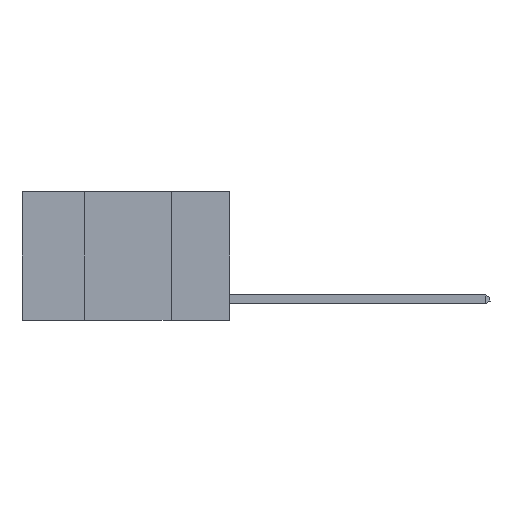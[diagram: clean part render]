
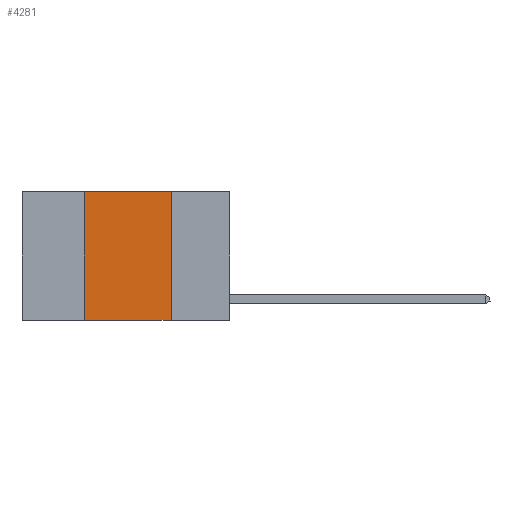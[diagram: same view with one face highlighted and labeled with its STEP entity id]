
A CAD part, left-side view. The second image highlights one B-rep face of the part: STEP entity #4281.
In plain terms, the highlighted planar face has unit normal (-1, 0, 0).
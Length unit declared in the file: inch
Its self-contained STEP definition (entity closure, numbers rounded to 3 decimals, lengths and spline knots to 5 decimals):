
#496 = DIRECTION ( 'NONE',  ( 0., -1., 0. ) ) ;
#814 = LINE ( 'NONE', #21216, #24130 ) ;
#838 = LINE ( 'NONE', #9314, #24885 ) ;
#2072 = ORIENTED_EDGE ( 'NONE', *, *, #19078, .F. ) ;
#2267 = DIRECTION ( 'NONE',  ( 0., 0., -1. ) ) ;
#4281 = ADVANCED_FACE ( 'NONE', ( #25869 ), #15240, .F. ) ;
#4847 = CARTESIAN_POINT ( 'NONE',  ( 0., 0.42, 0. ) ) ;
#7734 = ORIENTED_EDGE ( 'NONE', *, *, #11089, .F. ) ;
#9314 = CARTESIAN_POINT ( 'NONE',  ( 0., 0.6, 0. ) ) ;
#10613 = CARTESIAN_POINT ( 'NONE',  ( 0., 0.42, -0.37 ) ) ;
#10716 = CARTESIAN_POINT ( 'NONE',  ( 0., 0.6, 0. ) ) ;
#10812 = EDGE_LOOP ( 'NONE', ( #7734, #28220, #2072, #24966 ) ) ;
#11089 = EDGE_CURVE ( 'NONE', #27405, #22127, #814, .T. ) ;
#11396 = VERTEX_POINT ( 'NONE', #10613 ) ;
#11735 = DIRECTION ( 'NONE',  ( 0., -1., 0. ) ) ;
#12697 = CARTESIAN_POINT ( 'NONE',  ( 0., 0.17, 0. ) ) ;
#14579 = CARTESIAN_POINT ( 'NONE',  ( 0., 0.6, -0.37 ) ) ;
#15240 = PLANE ( 'NONE',  #24878 ) ;
#15426 = DIRECTION ( 'NONE',  ( 0., 0., -1. ) ) ;
#16761 = VECTOR ( 'NONE', #24671, 39.37008 ) ;
#17157 = EDGE_CURVE ( 'NONE', #27262, #27405, #838, .T. ) ;
#17860 = DIRECTION ( 'NONE',  ( 1., 0., 0. ) ) ;
#19078 = EDGE_CURVE ( 'NONE', #11396, #27262, #23297, .T. ) ;
#21216 = CARTESIAN_POINT ( 'NONE',  ( 0., 0.17, 0. ) ) ;
#21936 = CARTESIAN_POINT ( 'NONE',  ( 0., 0.17, -0.37 ) ) ;
#22127 = VERTEX_POINT ( 'NONE', #21936 ) ;
#23297 = LINE ( 'NONE', #26920, #16761 ) ;
#24130 = VECTOR ( 'NONE', #2267, 39.37008 ) ;
#24671 = DIRECTION ( 'NONE',  ( 0., 0., 1. ) ) ;
#24723 = VECTOR ( 'NONE', #496, 39.37008 ) ;
#24878 = AXIS2_PLACEMENT_3D ( 'NONE', #10716, #17860, #15426 ) ;
#24885 = VECTOR ( 'NONE', #11735, 39.37008 ) ;
#24966 = ORIENTED_EDGE ( 'NONE', *, *, #28069, .T. ) ;
#25869 = FACE_OUTER_BOUND ( 'NONE', #10812, .T. ) ;
#26920 = CARTESIAN_POINT ( 'NONE',  ( 0., 0.42, 0. ) ) ;
#27262 = VERTEX_POINT ( 'NONE', #4847 ) ;
#27405 = VERTEX_POINT ( 'NONE', #12697 ) ;
#28069 = EDGE_CURVE ( 'NONE', #11396, #22127, #28281, .T. ) ;
#28220 = ORIENTED_EDGE ( 'NONE', *, *, #17157, .F. ) ;
#28281 = LINE ( 'NONE', #14579, #24723 ) ;
